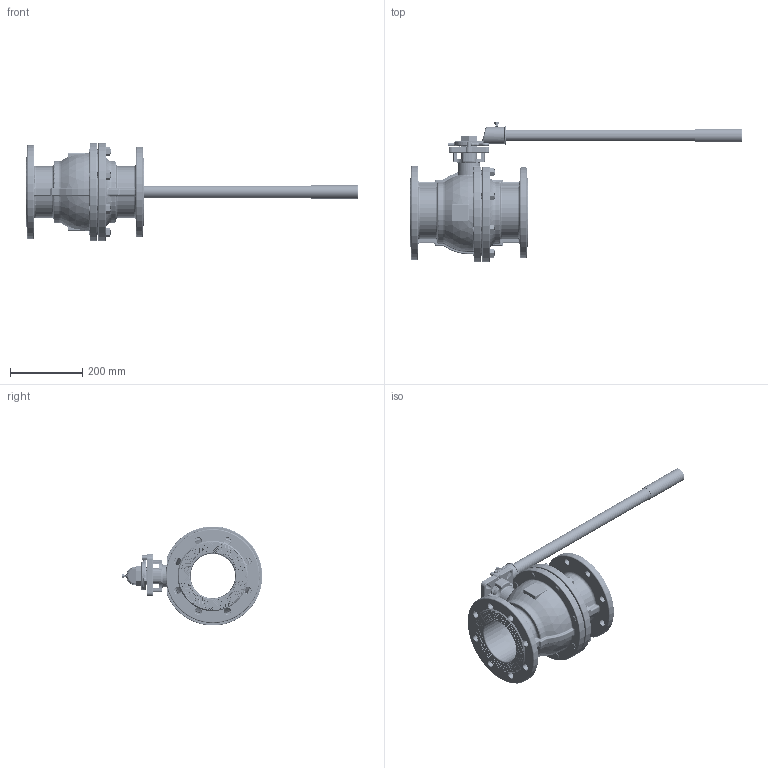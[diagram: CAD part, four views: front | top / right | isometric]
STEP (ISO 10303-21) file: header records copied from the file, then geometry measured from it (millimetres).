
FILE_DESCRIPTION((''),'2;1');
FILE_NAME('DN125_ASM','2013-04-15T',('k3'),(''),'PRO/ENGINEER BY PARAMETRIC TECHNOLOGY CORPORATION, 2010280','PRO/ENGINEER BY PARAMETRIC TECHNOLOGY CORPORATION, 2010280','');
FILE_SCHEMA(('CONFIG_CONTROL_DESIGN'));
Products named in the file (20): T-125; DN125-QIUDIAN; DN125-XBP; DN125-ZHOUXIN; DN125-GANGQIU; DN125-DABOPIAN; G-125; DN125-0-XINGQUAN; DN125-ZHONGKOU; DN125-TAOTONG; DN125-LM-M33; DN125-FANGZHUANPIAN; DN125-BASHOUTOU; DN125-DINGWEIXIAO; DN125-BASHOUGAN; DN125-BASHOUTAO; DN125-BSLM-M8X15; DN125-LG-M16X60; DN125-LM-M16; DN125_ASM
Assembly tree (36 placements, depth 2):
  DN125_ASM
    T-125
    DN125-QIUDIAN  x2
    DN125-XBP
    DN125-ZHOUXIN
    DN125-GANGQIU
    DN125-DABOPIAN
    G-125
    DN125-0-XINGQUAN
    DN125-ZHONGKOU
    DN125-TAOTONG  x2
    DN125-LM-M33  x2
    DN125-FANGZHUANPIAN
    DN125-BASHOUTOU
    DN125-DINGWEIXIAO
    DN125-BASHOUGAN
    DN125-BASHOUTAO
    DN125-BSLM-M8X15
    DN125-LG-M16X60  x8
    DN125-LM-M16  x8
Bounding box: 916 x 387.48 x 272.96 mm (x, y, z)
Volume: 6470139 mm3; surface area: 1227236.7 mm2
Topology: 38 solids, 38 shells, 2935 faces, 8188 edges, 5455 vertices
Faces by surface type: plane 805, cone 804, bspline 686, cylinder 458, torus 156, sphere 26
Entity records: 159800 total; most frequent: CARTESIAN_POINT 105348, ORIENTED_EDGE 11808, DIRECTION 10482, EDGE_CURVE 5904, AXIS2_PLACEMENT_3D 4031, VERTEX_POINT 3739, EDGE_LOOP 2581, VECTOR 2420
